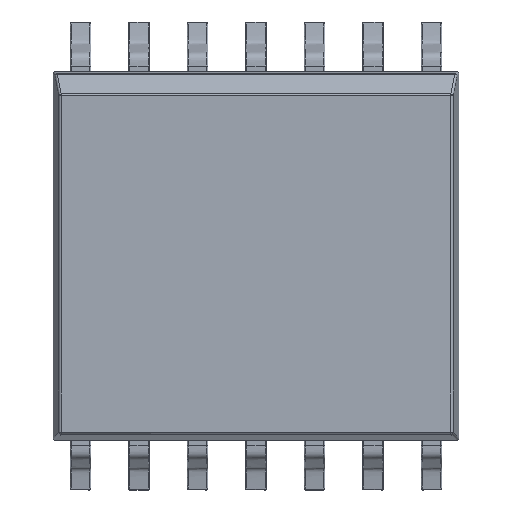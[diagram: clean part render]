
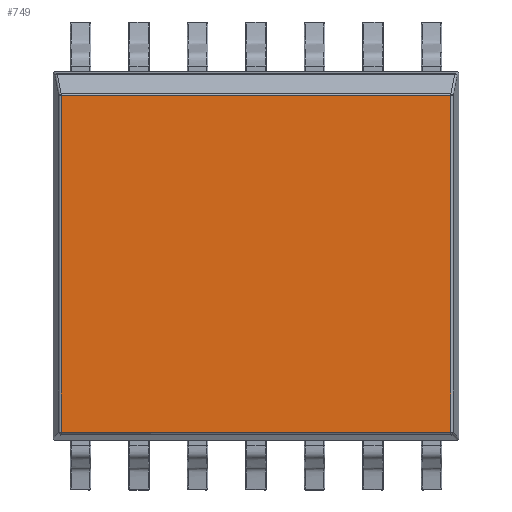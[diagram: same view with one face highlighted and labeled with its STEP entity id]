
A CAD part, top view. The second image highlights one B-rep face of the part: STEP entity #749.
In plain terms, the highlighted planar face has unit normal (0, 0, 1).
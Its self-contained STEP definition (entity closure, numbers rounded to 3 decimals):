
#749=ADVANCED_FACE('',(#1379),#17258,.T.);
#1379=FACE_OUTER_BOUND('',#2014,.T.);
#2014=EDGE_LOOP('',(#4380,#4381,#4382,#4383));
#4380=ORIENTED_EDGE('',*,*,#15257,.T.);
#4381=ORIENTED_EDGE('',*,*,#15258,.T.);
#4382=ORIENTED_EDGE('',*,*,#15259,.T.);
#4383=ORIENTED_EDGE('',*,*,#15260,.T.);
#6930=PCURVE('',#17258,#9480);
#6931=PCURVE('',#17258,#9481);
#6932=PCURVE('',#17258,#9482);
#6933=PCURVE('',#17258,#9483);
#6995=PCURVE('',#17175,#9545);
#6999=PCURVE('',#17176,#9549);
#7003=PCURVE('',#17177,#9553);
#7007=PCURVE('',#17178,#9557);
#9480=DEFINITIONAL_REPRESENTATION('',(#12542),#45007);
#9481=DEFINITIONAL_REPRESENTATION('',(#12544),#45007);
#9482=DEFINITIONAL_REPRESENTATION('',(#12546),#45007);
#9483=DEFINITIONAL_REPRESENTATION('',(#12548),#45007);
#9545=DEFINITIONAL_REPRESENTATION('',(#12648),#45007);
#9549=DEFINITIONAL_REPRESENTATION('',(#12652),#45007);
#9553=DEFINITIONAL_REPRESENTATION('',(#12656),#45007);
#9557=DEFINITIONAL_REPRESENTATION('',(#12660),#45007);
#12541=B_SPLINE_CURVE_WITH_KNOTS('',1,(#44012,#44013),.UNSPECIFIED.,.F.,
 .F.,(2,2),(0.042,8.504),.UNSPECIFIED.);
#12542=B_SPLINE_CURVE_WITH_KNOTS('',3,(#44014,#44015,#44016,#44017),
 .UNSPECIFIED.,.F.,.F.,(4,4),(0.042,8.504),
 .UNSPECIFIED.);
#12543=B_SPLINE_CURVE_WITH_KNOTS('',1,(#44018,#44019),.UNSPECIFIED.,.F.,
 .F.,(2,2),(0.022,7.326),.UNSPECIFIED.);
#12544=B_SPLINE_CURVE_WITH_KNOTS('',3,(#44020,#44021,#44022,#44023),
 .UNSPECIFIED.,.F.,.F.,(4,4),(0.022,7.326),
 .UNSPECIFIED.);
#12545=B_SPLINE_CURVE_WITH_KNOTS('',1,(#44024,#44025),.UNSPECIFIED.,.F.,
 .F.,(2,2),(0.042,8.504),.UNSPECIFIED.);
#12546=B_SPLINE_CURVE_WITH_KNOTS('',3,(#44026,#44027,#44028,#44029),
 .UNSPECIFIED.,.F.,.F.,(4,4),(0.042,8.504),
 .UNSPECIFIED.);
#12547=B_SPLINE_CURVE_WITH_KNOTS('',1,(#44030,#44031),.UNSPECIFIED.,.F.,
 .F.,(2,2),(0.042,7.346),.UNSPECIFIED.);
#12548=B_SPLINE_CURVE_WITH_KNOTS('',3,(#44032,#44033,#44034,#44035),
 .UNSPECIFIED.,.F.,.F.,(4,4),(0.042,7.346),
 .UNSPECIFIED.);
#12648=B_SPLINE_CURVE_WITH_KNOTS('',1,(#44396,#44397),.UNSPECIFIED.,.F.,
 .F.,(2,2),(0.042,8.504),.UNSPECIFIED.);
#12652=B_SPLINE_CURVE_WITH_KNOTS('',1,(#44410,#44411),.UNSPECIFIED.,.F.,
 .F.,(2,2),(0.042,7.346),.UNSPECIFIED.);
#12656=B_SPLINE_CURVE_WITH_KNOTS('',1,(#44424,#44425),.UNSPECIFIED.,.F.,
 .F.,(2,2),(0.022,7.326),.UNSPECIFIED.);
#12660=B_SPLINE_CURVE_WITH_KNOTS('',1,(#44438,#44439),.UNSPECIFIED.,.F.,
 .F.,(2,2),(0.042,8.504),.UNSPECIFIED.);
#13982=SURFACE_CURVE('',#12541,(#6930,#6995),.PCURVE_S1.);
#13983=SURFACE_CURVE('',#12543,(#6931,#7003),.PCURVE_S1.);
#13984=SURFACE_CURVE('',#12545,(#6932,#7007),.PCURVE_S1.);
#13985=SURFACE_CURVE('',#12547,(#6933,#6999),.PCURVE_S1.);
#15257=EDGE_CURVE('',#16721,#16722,#13982,.T.);
#15258=EDGE_CURVE('',#16722,#16723,#13983,.T.);
#15259=EDGE_CURVE('',#16723,#16724,#13984,.T.);
#15260=EDGE_CURVE('',#16724,#16721,#13985,.T.);
#16721=VERTEX_POINT('',#43950);
#16722=VERTEX_POINT('',#43951);
#16723=VERTEX_POINT('',#43952);
#16724=VERTEX_POINT('',#43953);
#17175=(
BOUNDED_SURFACE()
B_SPLINE_SURFACE(2,1,((#43602,#43603),(#43604,#43605),(#43606,#43607)),
 .UNSPECIFIED.,.F.,.F.,.F.)
B_SPLINE_SURFACE_WITH_KNOTS((3,3),(2,2),(0.,0.042),(-1.01,
9.556),.UNSPECIFIED.)
GEOMETRIC_REPRESENTATION_ITEM()
RATIONAL_B_SPLINE_SURFACE(((1.,1.),(0.915,0.915),
(1.,1.)))
REPRESENTATION_ITEM('')
SURFACE()
);
#17176=(
BOUNDED_SURFACE()
B_SPLINE_SURFACE(2,1,((#43608,#43609),(#43610,#43611),(#43612,#43613)),
 .UNSPECIFIED.,.F.,.F.,.F.)
B_SPLINE_SURFACE_WITH_KNOTS((3,3),(2,2),(0.,0.07),(-1.01,
8.378),.UNSPECIFIED.)
GEOMETRIC_REPRESENTATION_ITEM()
RATIONAL_B_SPLINE_SURFACE(((1.,1.),(0.766,0.766),
(1.,1.)))
REPRESENTATION_ITEM('')
SURFACE()
);
#17177=(
BOUNDED_SURFACE()
B_SPLINE_SURFACE(2,1,((#43614,#43615),(#43616,#43617),(#43618,#43619)),
 .UNSPECIFIED.,.F.,.F.,.F.)
B_SPLINE_SURFACE_WITH_KNOTS((3,3),(2,2),(0.,0.07),(-1.01,
8.378),.UNSPECIFIED.)
GEOMETRIC_REPRESENTATION_ITEM()
RATIONAL_B_SPLINE_SURFACE(((1.,1.),(0.766,0.766),
(1.,1.)))
REPRESENTATION_ITEM('')
SURFACE()
);
#17178=(
BOUNDED_SURFACE()
B_SPLINE_SURFACE(2,1,((#43620,#43621),(#43622,#43623),(#43624,#43625)),
 .UNSPECIFIED.,.F.,.F.,.F.)
B_SPLINE_SURFACE_WITH_KNOTS((3,3),(2,2),(0.,0.07),(-1.01,
9.556),.UNSPECIFIED.)
GEOMETRIC_REPRESENTATION_ITEM()
RATIONAL_B_SPLINE_SURFACE(((1.,1.),(0.766,0.766),
(1.,1.)))
REPRESENTATION_ITEM('')
SURFACE()
);
#17258=PLANE('',#17467);
#17467=AXIS2_PLACEMENT_3D('',#43587,#17519,$);
#17519=DIRECTION('',(0.,0.,1.));
#43587=CARTESIAN_POINT('',(-5.641,-3.941,2.));
#43602=CARTESIAN_POINT('',(5.283,3.478,2.));
#43603=CARTESIAN_POINT('',(-5.283,3.478,2.));
#43604=CARTESIAN_POINT('',(5.283,3.5,2.));
#43605=CARTESIAN_POINT('',(-5.283,3.5,2.));
#43606=CARTESIAN_POINT('',(5.283,3.515,1.984));
#43607=CARTESIAN_POINT('',(-5.283,3.515,1.984));
#43608=CARTESIAN_POINT('',(4.231,-4.878,2.));
#43609=CARTESIAN_POINT('',(4.231,4.51,2.));
#43610=CARTESIAN_POINT('',(4.273,-4.878,2.));
#43611=CARTESIAN_POINT('',(4.273,4.51,2.));
#43612=CARTESIAN_POINT('',(4.28,-4.878,1.959));
#43613=CARTESIAN_POINT('',(4.28,4.51,1.959));
#43614=CARTESIAN_POINT('',(-4.231,4.51,2.));
#43615=CARTESIAN_POINT('',(-4.231,-4.878,2.));
#43616=CARTESIAN_POINT('',(-4.273,4.51,2.));
#43617=CARTESIAN_POINT('',(-4.273,-4.878,2.));
#43618=CARTESIAN_POINT('',(-4.28,4.51,1.959));
#43619=CARTESIAN_POINT('',(-4.28,-4.878,1.959));
#43620=CARTESIAN_POINT('',(-5.283,-3.826,2.));
#43621=CARTESIAN_POINT('',(5.283,-3.826,2.));
#43622=CARTESIAN_POINT('',(-5.283,-3.868,2.));
#43623=CARTESIAN_POINT('',(5.283,-3.868,2.));
#43624=CARTESIAN_POINT('',(-5.283,-3.875,1.959));
#43625=CARTESIAN_POINT('',(5.283,-3.875,1.959));
#43950=CARTESIAN_POINT('',(4.231,3.478,2.));
#43951=CARTESIAN_POINT('',(-4.231,3.478,2.));
#43952=CARTESIAN_POINT('',(-4.231,-3.826,2.));
#43953=CARTESIAN_POINT('',(4.231,-3.826,2.));
#44012=CARTESIAN_POINT('',(4.231,3.478,2.));
#44013=CARTESIAN_POINT('',(-4.231,3.478,2.));
#44014=CARTESIAN_POINT('',(9.774,5.478));
#44015=CARTESIAN_POINT('',(6.953,5.478));
#44016=CARTESIAN_POINT('',(4.132,5.478));
#44017=CARTESIAN_POINT('',(1.312,5.478));
#44018=CARTESIAN_POINT('',(-4.231,3.478,2.));
#44019=CARTESIAN_POINT('',(-4.231,-3.826,2.));
#44020=CARTESIAN_POINT('',(1.312,5.478));
#44021=CARTESIAN_POINT('',(1.312,3.043));
#44022=CARTESIAN_POINT('',(1.312,0.609));
#44023=CARTESIAN_POINT('',(1.312,-1.826));
#44024=CARTESIAN_POINT('',(-4.231,-3.826,2.));
#44025=CARTESIAN_POINT('',(4.231,-3.826,2.));
#44026=CARTESIAN_POINT('',(1.312,-1.826));
#44027=CARTESIAN_POINT('',(4.132,-1.826));
#44028=CARTESIAN_POINT('',(6.953,-1.826));
#44029=CARTESIAN_POINT('',(9.774,-1.826));
#44030=CARTESIAN_POINT('',(4.231,-3.826,2.));
#44031=CARTESIAN_POINT('',(4.231,3.478,2.));
#44032=CARTESIAN_POINT('',(9.774,-1.826));
#44033=CARTESIAN_POINT('',(9.774,0.609));
#44034=CARTESIAN_POINT('',(9.774,3.043));
#44035=CARTESIAN_POINT('',(9.774,5.478));
#44396=CARTESIAN_POINT('',(0.,0.042));
#44397=CARTESIAN_POINT('',(0.,8.504));
#44410=CARTESIAN_POINT('',(0.,0.042));
#44411=CARTESIAN_POINT('',(0.,7.346));
#44424=CARTESIAN_POINT('',(0.,0.022));
#44425=CARTESIAN_POINT('',(0.,7.326));
#44438=CARTESIAN_POINT('',(0.,0.042));
#44439=CARTESIAN_POINT('',(0.,8.504));
#45007=(
GEOMETRIC_REPRESENTATION_CONTEXT(2)
PARAMETRIC_REPRESENTATION_CONTEXT()
REPRESENTATION_CONTEXT('pspace','')
);
